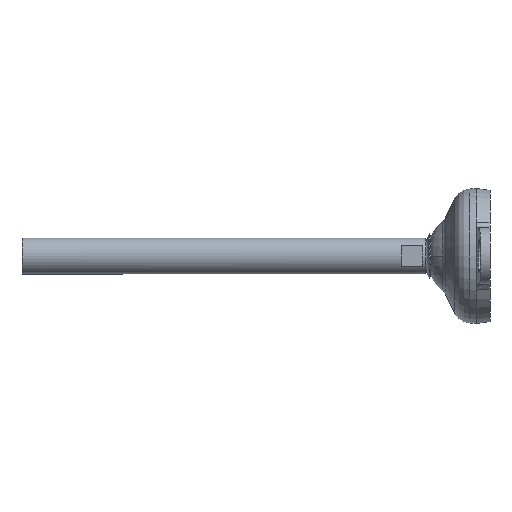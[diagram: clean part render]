
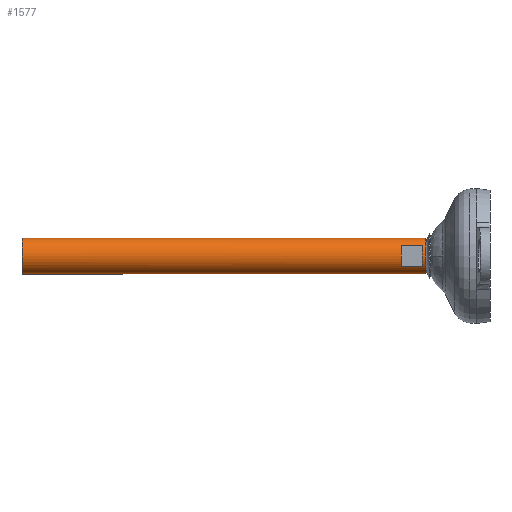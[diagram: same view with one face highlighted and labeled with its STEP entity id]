
A CAD part, left-side view. The second image highlights one B-rep face of the part: STEP entity #1577.
In plain terms, the highlighted cylindrical face has radius 8 mm (diameter 16 mm), a partial arc.
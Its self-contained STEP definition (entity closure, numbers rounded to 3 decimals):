
#8 = CIRCLE ( 'NONE', #534, 8. ) ;
#25 = DIRECTION ( 'NONE',  ( 0., 1., 0. ) ) ;
#42 = DIRECTION ( 'NONE',  ( 0., 1., 0. ) ) ;
#59 = EDGE_CURVE ( 'NONE', #1369, #403, #78, .T. ) ;
#78 = CIRCLE ( 'NONE', #1059, 8. ) ;
#79 = VECTOR ( 'NONE', #1103, 1000. ) ;
#84 = DIRECTION ( 'NONE',  ( 0., 0., 1. ) ) ;
#105 = ORIENTED_EDGE ( 'NONE', *, *, #1455, .F. ) ;
#111 = DIRECTION ( 'NONE',  ( 0., -1., 0. ) ) ;
#141 = EDGE_CURVE ( 'NONE', #644, #1148, #706, .T. ) ;
#169 = AXIS2_PLACEMENT_3D ( 'NONE', #691, #1113, #823 ) ;
#286 = DIRECTION ( 'NONE',  ( 0., -1., 0. ) ) ;
#309 = VERTEX_POINT ( 'NONE', #888 ) ;
#320 = CARTESIAN_POINT ( 'NONE',  ( -6.5, 30., -4.664 ) ) ;
#383 = EDGE_LOOP ( 'NONE', ( #105, #541, #420, #1104 ) ) ;
#403 = VERTEX_POINT ( 'NONE', #1717 ) ;
#420 = ORIENTED_EDGE ( 'NONE', *, *, #482, .T. ) ;
#422 = AXIS2_PLACEMENT_3D ( 'NONE', #491, #42, #84 ) ;
#482 = EDGE_CURVE ( 'NONE', #1201, #403, #563, .T. ) ;
#491 = CARTESIAN_POINT ( 'NONE',  ( 0., 39.5, 0. ) ) ;
#504 = VECTOR ( 'NONE', #988, 1000. ) ;
#534 = AXIS2_PLACEMENT_3D ( 'NONE', #1216, #545, #1320 ) ;
#541 = ORIENTED_EDGE ( 'NONE', *, *, #1083, .T. ) ;
#545 = DIRECTION ( 'NONE',  ( 0., -1., 0. ) ) ;
#563 = LINE ( 'NONE', #1347, #1249 ) ;
#587 = CIRCLE ( 'NONE', #1600, 8. ) ;
#598 = CARTESIAN_POINT ( 'NONE',  ( -6.5, 0., 4.664 ) ) ;
#644 = VERTEX_POINT ( 'NONE', #1280 ) ;
#653 = DIRECTION ( 'NONE',  ( 0., 0., -1. ) ) ;
#682 = CYLINDRICAL_SURFACE ( 'NONE', #169, 8. ) ;
#691 = CARTESIAN_POINT ( 'NONE',  ( 0., 0., 0. ) ) ;
#706 = LINE ( 'NONE', #598, #504 ) ;
#722 = LINE ( 'NONE', #1636, #79 ) ;
#723 = ORIENTED_EDGE ( 'NONE', *, *, #1228, .T. ) ;
#752 = CARTESIAN_POINT ( 'NONE',  ( 0., 208., -8. ) ) ;
#817 = CARTESIAN_POINT ( 'NONE',  ( -6.5, 0., -4.664 ) ) ;
#822 = EDGE_LOOP ( 'NONE', ( #1218, #723, #884, #991 ) ) ;
#823 = DIRECTION ( 'NONE',  ( 0., 0., -1. ) ) ;
#877 = VERTEX_POINT ( 'NONE', #320 ) ;
#884 = ORIENTED_EDGE ( 'NONE', *, *, #141, .T. ) ;
#888 = CARTESIAN_POINT ( 'NONE',  ( 0., 208., 8. ) ) ;
#915 = CARTESIAN_POINT ( 'NONE',  ( 0., 208., 0. ) ) ;
#957 = CARTESIAN_POINT ( 'NONE',  ( -6.5, 39.5, -4.664 ) ) ;
#988 = DIRECTION ( 'NONE',  ( 0., -1., 0. ) ) ;
#990 = CIRCLE ( 'NONE', #422, 8. ) ;
#991 = ORIENTED_EDGE ( 'NONE', *, *, #1175, .T. ) ;
#1007 = VECTOR ( 'NONE', #25, 1000. ) ;
#1059 = AXIS2_PLACEMENT_3D ( 'NONE', #1472, #1098, #1377 ) ;
#1083 = EDGE_CURVE ( 'NONE', #309, #1201, #587, .T. ) ;
#1098 = DIRECTION ( 'NONE',  ( 0., -1., 0. ) ) ;
#1103 = DIRECTION ( 'NONE',  ( 0., -1., 0. ) ) ;
#1104 = ORIENTED_EDGE ( 'NONE', *, *, #59, .F. ) ;
#1113 = DIRECTION ( 'NONE',  ( 0., -1., 0. ) ) ;
#1148 = VERTEX_POINT ( 'NONE', #1473 ) ;
#1175 = EDGE_CURVE ( 'NONE', #1148, #877, #8, .T. ) ;
#1201 = VERTEX_POINT ( 'NONE', #752 ) ;
#1216 = CARTESIAN_POINT ( 'NONE',  ( 0., 30., 0. ) ) ;
#1218 = ORIENTED_EDGE ( 'NONE', *, *, #1557, .T. ) ;
#1228 = EDGE_CURVE ( 'NONE', #1563, #644, #990, .T. ) ;
#1237 = FACE_OUTER_BOUND ( 'NONE', #383, .T. ) ;
#1249 = VECTOR ( 'NONE', #286, 1000. ) ;
#1280 = CARTESIAN_POINT ( 'NONE',  ( -6.5, 39.5, 4.664 ) ) ;
#1320 = DIRECTION ( 'NONE',  ( 0., 0., -1. ) ) ;
#1347 = CARTESIAN_POINT ( 'NONE',  ( 0., 0., -8. ) ) ;
#1352 = FACE_BOUND ( 'NONE', #822, .T. ) ;
#1369 = VERTEX_POINT ( 'NONE', #1722 ) ;
#1377 = DIRECTION ( 'NONE',  ( 0., 0., -1. ) ) ;
#1455 = EDGE_CURVE ( 'NONE', #309, #1369, #722, .T. ) ;
#1472 = CARTESIAN_POINT ( 'NONE',  ( 0., 28.5, 0. ) ) ;
#1473 = CARTESIAN_POINT ( 'NONE',  ( -6.5, 30., 4.664 ) ) ;
#1484 = LINE ( 'NONE', #817, #1007 ) ;
#1557 = EDGE_CURVE ( 'NONE', #877, #1563, #1484, .T. ) ;
#1563 = VERTEX_POINT ( 'NONE', #957 ) ;
#1577 = ADVANCED_FACE ( 'NONE', ( #1237, #1352 ), #682, .T. ) ;
#1600 = AXIS2_PLACEMENT_3D ( 'NONE', #915, #111, #653 ) ;
#1636 = CARTESIAN_POINT ( 'NONE',  ( 0., 0., 8. ) ) ;
#1717 = CARTESIAN_POINT ( 'NONE',  ( 0., 28.5, -8. ) ) ;
#1722 = CARTESIAN_POINT ( 'NONE',  ( 0., 28.5, 8. ) ) ;
